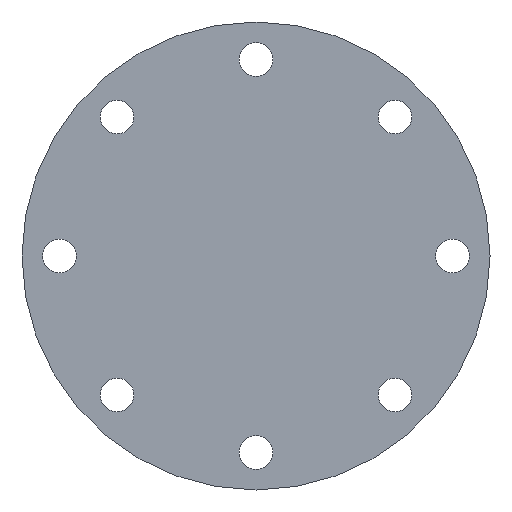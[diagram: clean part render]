
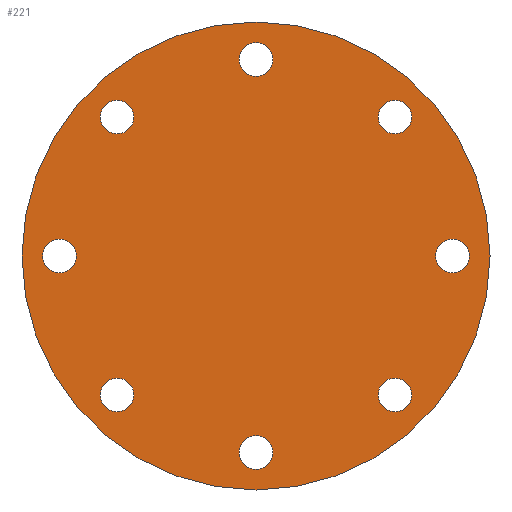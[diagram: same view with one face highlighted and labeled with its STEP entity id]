
A CAD part, left-side view. The second image highlights one B-rep face of the part: STEP entity #221.
In plain terms, the highlighted planar face has unit normal (-1, 0, 0).
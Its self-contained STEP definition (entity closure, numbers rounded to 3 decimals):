
#135 = EDGE_CURVE( '', #225, #143, #373, .T. );
#139 = EDGE_CURVE( '', #267, #141, #377, .T. );
#141 = VERTEX_POINT( '', #379 );
#143 = VERTEX_POINT( '', #381 );
#145 = EDGE_CURVE( '', #155, #253, #383, .T. );
#155 = VERTEX_POINT( '', #404 );
#161 = VERTEX_POINT( '', #410 );
#173 = EDGE_CURVE( '', #191, #237, #423, .T. );
#177 = VERTEX_POINT( '', #427 );
#191 = VERTEX_POINT( '', #443 );
#197 = VERTEX_POINT( '', #449 );
#205 = EDGE_CURVE( '', #333, #341, #457, .T. );
#221 = ADVANCED_FACE( '', ( #475, #476, #477, #478, #479, #480, #481, #482, #483 ), #484, .F. );
#225 = VERTEX_POINT( '', #488 );
#227 = EDGE_CURVE( '', #143, #225, #490, .T. );
#229 = EDGE_CURVE( '', #253, #155, #492, .T. );
#233 = VERTEX_POINT( '', #496 );
#237 = VERTEX_POINT( '', #500 );
#253 = VERTEX_POINT( '', #519 );
#255 = EDGE_CURVE( '', #341, #333, #521, .T. );
#257 = VERTEX_POINT( '', #523 );
#263 = EDGE_CURVE( '', #305, #177, #529, .T. );
#265 = EDGE_CURVE( '', #141, #267, #531, .T. );
#267 = VERTEX_POINT( '', #533 );
#271 = EDGE_CURVE( '', #237, #191, #537, .T. );
#277 = EDGE_CURVE( '', #161, #197, #543, .T. );
#279 = EDGE_CURVE( '', #257, #315, #545, .T. );
#285 = EDGE_CURVE( '', #233, #321, #551, .T. );
#301 = EDGE_CURVE( '', #321, #233, #571, .T. );
#305 = VERTEX_POINT( '', #575 );
#315 = VERTEX_POINT( '', #586 );
#321 = VERTEX_POINT( '', #592 );
#333 = VERTEX_POINT( '', #607 );
#337 = EDGE_CURVE( '', #177, #305, #611, .T. );
#341 = VERTEX_POINT( '', #615 );
#343 = EDGE_CURVE( '', #315, #257, #617, .T. );
#347 = EDGE_CURVE( '', #197, #161, #621, .T. );
#373 = CIRCLE( '', #638, 9. );
#377 = CIRCLE( '', #644, 9. );
#379 = CARTESIAN_POINT( '', ( 0., 9., -105. ) );
#381 = CARTESIAN_POINT( '', ( 0., -9., 105. ) );
#383 = CIRCLE( '', #651, 9. );
#404 = CARTESIAN_POINT( '', ( 0., -65.246, 74.246 ) );
#410 = CARTESIAN_POINT( '', ( 0., 65.246, -74.246 ) );
#423 = CIRCLE( '', #699, 9. );
#427 = CARTESIAN_POINT( '', ( 0., 65.246, 74.246 ) );
#443 = CARTESIAN_POINT( '', ( 0., -114., 0. ) );
#449 = CARTESIAN_POINT( '', ( 0., 83.246, -74.246 ) );
#457 = CIRCLE( '', #748, 9. );
#475 = FACE_BOUND( '', #770, .T. );
#476 = FACE_BOUND( '', #771, .T. );
#477 = FACE_BOUND( '', #772, .T. );
#478 = FACE_BOUND( '', #773, .T. );
#479 = FACE_BOUND( '', #774, .T. );
#480 = FACE_BOUND( '', #775, .T. );
#481 = FACE_BOUND( '', #776, .T. );
#482 = FACE_BOUND( '', #777, .T. );
#483 = FACE_OUTER_BOUND( '', #778, .T. );
#484 = PLANE( '', #779 );
#488 = CARTESIAN_POINT( '', ( 0., 9., 105. ) );
#490 = CIRCLE( '', #786, 9. );
#492 = CIRCLE( '', #789, 9. );
#496 = CARTESIAN_POINT( '', ( 0., 0., 125. ) );
#500 = CARTESIAN_POINT( '', ( 0., -96., 0. ) );
#519 = CARTESIAN_POINT( '', ( 0., -83.246, 74.246 ) );
#521 = CIRCLE( '', #825, 9. );
#523 = CARTESIAN_POINT( '', ( 0., -65.246, -74.246 ) );
#529 = CIRCLE( '', #836, 9. );
#531 = CIRCLE( '', #839, 9. );
#533 = CARTESIAN_POINT( '', ( 0., -9., -105. ) );
#537 = CIRCLE( '', #848, 9. );
#543 = CIRCLE( '', #858, 9. );
#545 = CIRCLE( '', #861, 9. );
#551 = CIRCLE( '', #870, 125. );
#571 = CIRCLE( '', #895, 125. );
#575 = CARTESIAN_POINT( '', ( 0., 83.246, 74.246 ) );
#586 = CARTESIAN_POINT( '', ( 0., -83.246, -74.246 ) );
#592 = CARTESIAN_POINT( '', ( 0., 0., -125. ) );
#607 = CARTESIAN_POINT( '', ( 0., 96., 0. ) );
#611 = CIRCLE( '', #942, 9. );
#615 = CARTESIAN_POINT( '', ( 0., 114., 0. ) );
#617 = CIRCLE( '', #949, 9. );
#621 = CIRCLE( '', #954, 9. );
#638 = AXIS2_PLACEMENT_3D( '', #966, #967, #968 );
#644 = AXIS2_PLACEMENT_3D( '', #972, #973, #974 );
#651 = AXIS2_PLACEMENT_3D( '', #975, #976, #977 );
#699 = AXIS2_PLACEMENT_3D( '', #1035, #1036, #1037 );
#748 = AXIS2_PLACEMENT_3D( '', #1066, #1067, #1068 );
#770 = EDGE_LOOP( '', ( #1092, #1093 ) );
#771 = EDGE_LOOP( '', ( #1094, #1095 ) );
#772 = EDGE_LOOP( '', ( #1096, #1097 ) );
#773 = EDGE_LOOP( '', ( #1098, #1099 ) );
#774 = EDGE_LOOP( '', ( #1100, #1101 ) );
#775 = EDGE_LOOP( '', ( #1102, #1103 ) );
#776 = EDGE_LOOP( '', ( #1104, #1105 ) );
#777 = EDGE_LOOP( '', ( #1106, #1107 ) );
#778 = EDGE_LOOP( '', ( #1108, #1109 ) );
#779 = AXIS2_PLACEMENT_3D( '', #1110, #1111, #1112 );
#786 = AXIS2_PLACEMENT_3D( '', #1113, #1114, #1115 );
#789 = AXIS2_PLACEMENT_3D( '', #1116, #1117, #1118 );
#825 = AXIS2_PLACEMENT_3D( '', #1151, #1152, #1153 );
#836 = AXIS2_PLACEMENT_3D( '', #1160, #1161, #1162 );
#839 = AXIS2_PLACEMENT_3D( '', #1163, #1164, #1165 );
#848 = AXIS2_PLACEMENT_3D( '', #1167, #1168, #1169 );
#858 = AXIS2_PLACEMENT_3D( '', #1174, #1175, #1176 );
#861 = AXIS2_PLACEMENT_3D( '', #1177, #1178, #1179 );
#870 = AXIS2_PLACEMENT_3D( '', #1181, #1182, #1183 );
#895 = AXIS2_PLACEMENT_3D( '', #1223, #1224, #1225 );
#942 = AXIS2_PLACEMENT_3D( '', #1266, #1267, #1268 );
#949 = AXIS2_PLACEMENT_3D( '', #1269, #1270, #1271 );
#954 = AXIS2_PLACEMENT_3D( '', #1272, #1273, #1274 );
#966 = CARTESIAN_POINT( '', ( 0., 0., 105. ) );
#967 = DIRECTION( '', ( 1., 0., 0. ) );
#968 = DIRECTION( '', ( 0., 1., 0. ) );
#972 = CARTESIAN_POINT( '', ( 0., 0., -105. ) );
#973 = DIRECTION( '', ( 1., 0., 0. ) );
#974 = DIRECTION( '', ( 0., 1., 0. ) );
#975 = CARTESIAN_POINT( '', ( 0., -74.246, 74.246 ) );
#976 = DIRECTION( '', ( 1., 0., 0. ) );
#977 = DIRECTION( '', ( 0., 1., 0. ) );
#1035 = CARTESIAN_POINT( '', ( 0., -105., 0. ) );
#1036 = DIRECTION( '', ( 1., 0., 0. ) );
#1037 = DIRECTION( '', ( 0., 1., 0. ) );
#1066 = CARTESIAN_POINT( '', ( 0., 105., 0. ) );
#1067 = DIRECTION( '', ( 1., 0., 0. ) );
#1068 = DIRECTION( '', ( 0., 1., 0. ) );
#1092 = ORIENTED_EDGE( '', *, *, #263, .T. );
#1093 = ORIENTED_EDGE( '', *, *, #337, .T. );
#1094 = ORIENTED_EDGE( '', *, *, #135, .T. );
#1095 = ORIENTED_EDGE( '', *, *, #227, .T. );
#1096 = ORIENTED_EDGE( '', *, *, #145, .T. );
#1097 = ORIENTED_EDGE( '', *, *, #229, .T. );
#1098 = ORIENTED_EDGE( '', *, *, #271, .T. );
#1099 = ORIENTED_EDGE( '', *, *, #173, .T. );
#1100 = ORIENTED_EDGE( '', *, *, #279, .T. );
#1101 = ORIENTED_EDGE( '', *, *, #343, .T. );
#1102 = ORIENTED_EDGE( '', *, *, #265, .T. );
#1103 = ORIENTED_EDGE( '', *, *, #139, .T. );
#1104 = ORIENTED_EDGE( '', *, *, #347, .T. );
#1105 = ORIENTED_EDGE( '', *, *, #277, .T. );
#1106 = ORIENTED_EDGE( '', *, *, #255, .T. );
#1107 = ORIENTED_EDGE( '', *, *, #205, .T. );
#1108 = ORIENTED_EDGE( '', *, *, #301, .F. );
#1109 = ORIENTED_EDGE( '', *, *, #285, .F. );
#1110 = CARTESIAN_POINT( '', ( 0., 0., 0. ) );
#1111 = DIRECTION( '', ( 1., 0., 0. ) );
#1112 = DIRECTION( '', ( 0., 0., -1. ) );
#1113 = CARTESIAN_POINT( '', ( 0., 0., 105. ) );
#1114 = DIRECTION( '', ( 1., 0., 0. ) );
#1115 = DIRECTION( '', ( 0., 1., 0. ) );
#1116 = CARTESIAN_POINT( '', ( 0., -74.246, 74.246 ) );
#1117 = DIRECTION( '', ( 1., 0., 0. ) );
#1118 = DIRECTION( '', ( 0., 1., 0. ) );
#1151 = CARTESIAN_POINT( '', ( 0., 105., 0. ) );
#1152 = DIRECTION( '', ( 1., 0., 0. ) );
#1153 = DIRECTION( '', ( 0., 1., 0. ) );
#1160 = CARTESIAN_POINT( '', ( 0., 74.246, 74.246 ) );
#1161 = DIRECTION( '', ( 1., 0., 0. ) );
#1162 = DIRECTION( '', ( 0., 1., 0. ) );
#1163 = CARTESIAN_POINT( '', ( 0., 0., -105. ) );
#1164 = DIRECTION( '', ( 1., 0., 0. ) );
#1165 = DIRECTION( '', ( 0., 1., 0. ) );
#1167 = CARTESIAN_POINT( '', ( 0., -105., 0. ) );
#1168 = DIRECTION( '', ( 1., 0., 0. ) );
#1169 = DIRECTION( '', ( 0., 1., 0. ) );
#1174 = CARTESIAN_POINT( '', ( 0., 74.246, -74.246 ) );
#1175 = DIRECTION( '', ( 1., 0., 0. ) );
#1176 = DIRECTION( '', ( 0., 1., 0. ) );
#1177 = CARTESIAN_POINT( '', ( 0., -74.246, -74.246 ) );
#1178 = DIRECTION( '', ( 1., 0., 0. ) );
#1179 = DIRECTION( '', ( 0., 1., 0. ) );
#1181 = CARTESIAN_POINT( '', ( 0., 0., 0. ) );
#1182 = DIRECTION( '', ( 1., 0., 0. ) );
#1183 = DIRECTION( '', ( 0., 0., -1. ) );
#1223 = CARTESIAN_POINT( '', ( 0., 0., 0. ) );
#1224 = DIRECTION( '', ( 1., 0., 0. ) );
#1225 = DIRECTION( '', ( 0., 0., -1. ) );
#1266 = CARTESIAN_POINT( '', ( 0., 74.246, 74.246 ) );
#1267 = DIRECTION( '', ( 1., 0., 0. ) );
#1268 = DIRECTION( '', ( 0., 1., 0. ) );
#1269 = CARTESIAN_POINT( '', ( 0., -74.246, -74.246 ) );
#1270 = DIRECTION( '', ( 1., 0., 0. ) );
#1271 = DIRECTION( '', ( 0., 1., 0. ) );
#1272 = CARTESIAN_POINT( '', ( 0., 74.246, -74.246 ) );
#1273 = DIRECTION( '', ( 1., 0., 0. ) );
#1274 = DIRECTION( '', ( 0., 1., 0. ) );
